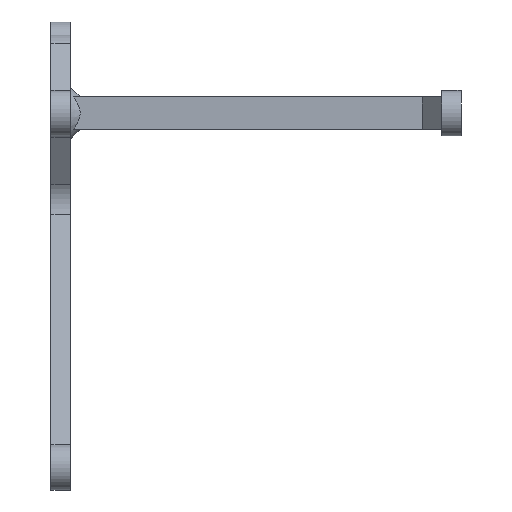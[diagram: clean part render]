
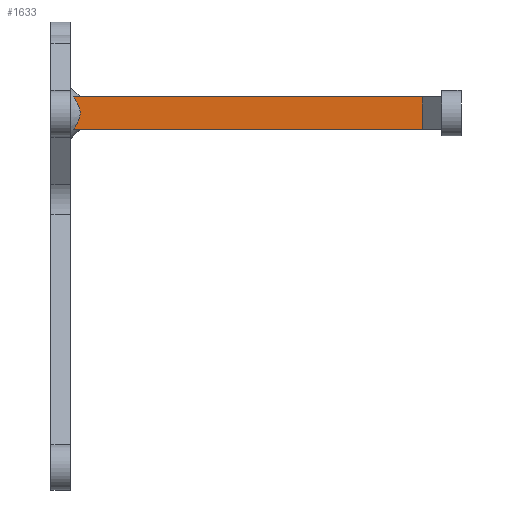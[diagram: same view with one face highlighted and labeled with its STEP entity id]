
A CAD part, left-side view. The second image highlights one B-rep face of the part: STEP entity #1633.
In plain terms, the highlighted planar face has unit normal (-1, 0, 0).
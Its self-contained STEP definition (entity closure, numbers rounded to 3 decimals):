
#3 = CARTESIAN_POINT ( 'NONE',  ( 32.5, -1.466, -17.535 ) ) ;
#14 = CARTESIAN_POINT ( 'NONE',  ( 32.5, -0.973, -16.255 ) ) ;
#62 = VERTEX_POINT ( 'NONE', #1722 ) ;
#121 = ORIENTED_EDGE ( 'NONE', *, *, #724, .T. ) ;
#157 = DIRECTION ( 'NONE',  ( 0., 0., 1. ) ) ;
#176 = VECTOR ( 'NONE', #2068, 1000. ) ;
#204 = CARTESIAN_POINT ( 'NONE',  ( 32.5, -1.347, -17.086 ) ) ;
#215 = CARTESIAN_POINT ( 'NONE',  ( 32.5, -0.974, -19.745 ) ) ;
#227 = VERTEX_POINT ( 'NONE', #1180 ) ;
#275 = B_SPLINE_CURVE_WITH_KNOTS ( 'NONE', 3,
 ( #1050, #848, #14, #689, #204, #3, #1345, #2048, #1203, #1717, #1862, #215, #872, #1556 ),
 .UNSPECIFIED., .F., .F.,
 ( 4, 2, 2, 2, 2, 2, 4 ),
 ( 0.009, 0.01, 0.011, 0.011, 0.012, 0.013, 0.014 ),
 .UNSPECIFIED. ) ;
#372 = DIRECTION ( 'NONE',  ( 1., 0., 0. ) ) ;
#398 = FACE_OUTER_BOUND ( 'NONE', #862, .T. ) ;
#423 = VERTEX_POINT ( 'NONE', #1613 ) ;
#505 = LINE ( 'NONE', #1994, #817 ) ;
#689 = CARTESIAN_POINT ( 'NONE',  ( 32.5, -1.263, -16.872 ) ) ;
#724 = EDGE_CURVE ( 'NONE', #62, #1008, #505, .T. ) ;
#817 = VECTOR ( 'NONE', #157, 1000. ) ;
#848 = CARTESIAN_POINT ( 'NONE',  ( 32.5, -0.728, -15.873 ) ) ;
#862 = EDGE_LOOP ( 'NONE', ( #2055, #121, #1785, #1365 ) ) ;
#872 = CARTESIAN_POINT ( 'NONE',  ( 32.5, -0.727, -20.128 ) ) ;
#876 = PLANE ( 'NONE',  #1056 ) ;
#916 = CARTESIAN_POINT ( 'NONE',  ( 32.5, -60., -15.5 ) ) ;
#1003 = EDGE_CURVE ( 'NONE', #1008, #423, #2132, .T. ) ;
#1008 = VERTEX_POINT ( 'NONE', #1413 ) ;
#1050 = CARTESIAN_POINT ( 'NONE',  ( 32.5, -0.464, -15.5 ) ) ;
#1056 = AXIS2_PLACEMENT_3D ( 'NONE', #1523, #372, #1561 ) ;
#1138 = EDGE_CURVE ( 'NONE', #423, #227, #275, .T. ) ;
#1180 = CARTESIAN_POINT ( 'NONE',  ( 32.5, -0.464, -20.5 ) ) ;
#1203 = CARTESIAN_POINT ( 'NONE',  ( 32.5, -1.468, -18.454 ) ) ;
#1239 = LINE ( 'NONE', #1571, #1363 ) ;
#1345 = CARTESIAN_POINT ( 'NONE',  ( 32.5, -1.499, -17.762 ) ) ;
#1363 = VECTOR ( 'NONE', #1898, 1000. ) ;
#1365 = ORIENTED_EDGE ( 'NONE', *, *, #1138, .T. ) ;
#1413 = CARTESIAN_POINT ( 'NONE',  ( 32.5, -54., -15.5 ) ) ;
#1523 = CARTESIAN_POINT ( 'NONE',  ( 32.5, -60., -15.5 ) ) ;
#1556 = CARTESIAN_POINT ( 'NONE',  ( 32.5, -0.464, -20.5 ) ) ;
#1561 = DIRECTION ( 'NONE',  ( 0., 0., -1. ) ) ;
#1571 = CARTESIAN_POINT ( 'NONE',  ( 32.5, -60., -20.5 ) ) ;
#1613 = CARTESIAN_POINT ( 'NONE',  ( 32.5, -0.464, -15.5 ) ) ;
#1633 = ADVANCED_FACE ( 'NONE', ( #398 ), #876, .F. ) ;
#1717 = CARTESIAN_POINT ( 'NONE',  ( 32.5, -1.352, -18.899 ) ) ;
#1722 = CARTESIAN_POINT ( 'NONE',  ( 32.5, -54., -20.5 ) ) ;
#1776 = EDGE_CURVE ( 'NONE', #62, #227, #1239, .T. ) ;
#1785 = ORIENTED_EDGE ( 'NONE', *, *, #1003, .T. ) ;
#1862 = CARTESIAN_POINT ( 'NONE',  ( 32.5, -1.269, -19.115 ) ) ;
#1898 = DIRECTION ( 'NONE',  ( 0., 1., 0. ) ) ;
#1994 = CARTESIAN_POINT ( 'NONE',  ( 32.5, -54., -15.5 ) ) ;
#2048 = CARTESIAN_POINT ( 'NONE',  ( 32.5, -1.501, -18.22 ) ) ;
#2055 = ORIENTED_EDGE ( 'NONE', *, *, #1776, .F. ) ;
#2068 = DIRECTION ( 'NONE',  ( 0., 1., 0. ) ) ;
#2132 = LINE ( 'NONE', #916, #176 ) ;
